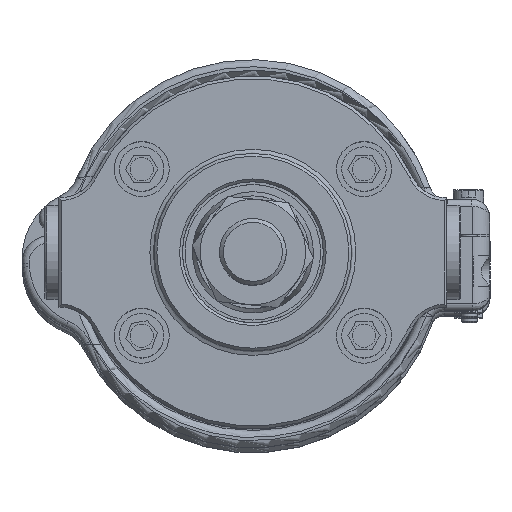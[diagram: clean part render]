
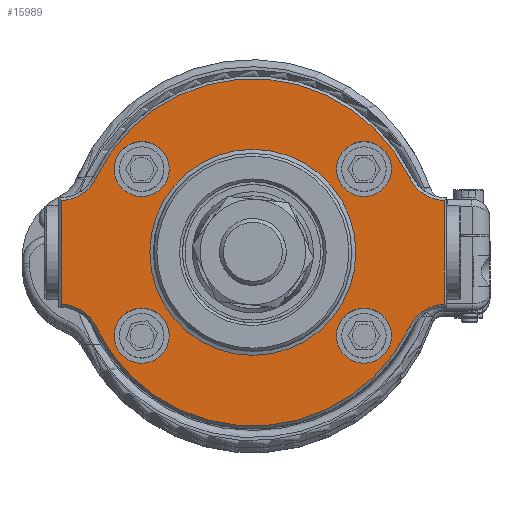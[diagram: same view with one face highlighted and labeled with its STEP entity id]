
A CAD part, top view. The second image highlights one B-rep face of the part: STEP entity #15989.
In plain terms, the highlighted planar face has unit normal (0, 0, 1).
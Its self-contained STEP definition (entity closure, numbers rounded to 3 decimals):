
#125 = VERTEX_POINT ( 'NONE', #13225 ) ;
#311 = LINE ( 'NONE', #9757, #12883 ) ;
#319 = CARTESIAN_POINT ( 'NONE',  ( 20., -15., 25.4 ) ) ;
#437 = DIRECTION ( 'NONE',  ( 1., 0., 0. ) ) ;
#721 = AXIS2_PLACEMENT_3D ( 'NONE', #10087, #15559, #16748 ) ;
#798 = CARTESIAN_POINT ( 'NONE',  ( -20., -15., 25.4 ) ) ;
#838 = ORIENTED_EDGE ( 'NONE', *, *, #3051, .T. ) ;
#1117 = VERTEX_POINT ( 'NONE', #9269 ) ;
#1188 = VERTEX_POINT ( 'NONE', #6583 ) ;
#1256 = CARTESIAN_POINT ( 'NONE',  ( -15.047, -15., 25.4 ) ) ;
#1440 = VERTEX_POINT ( 'NONE', #1256 ) ;
#1453 = DIRECTION ( 'NONE',  ( 0., 0., -1. ) ) ;
#1470 = EDGE_CURVE ( 'NONE', #2845, #1117, #12448, .T. ) ;
#1727 = LINE ( 'NONE', #11149, #11663 ) ;
#1839 = EDGE_LOOP ( 'NONE', ( #3832 ) ) ;
#2170 = CARTESIAN_POINT ( 'NONE',  ( 0., 0., 25.4 ) ) ;
#2405 = CARTESIAN_POINT ( 'NONE',  ( 18.542, 0., 25.4 ) ) ;
#2561 = EDGE_LOOP ( 'NONE', ( #4067 ) ) ;
#2637 = ORIENTED_EDGE ( 'NONE', *, *, #11636, .T. ) ;
#2708 = AXIS2_PLACEMENT_3D ( 'NONE', #319, #13584, #12360 ) ;
#2845 = VERTEX_POINT ( 'NONE', #12140 ) ;
#2871 = ORIENTED_EDGE ( 'NONE', *, *, #1470, .T. ) ;
#3051 = EDGE_CURVE ( 'NONE', #1117, #9553, #4782, .T. ) ;
#3186 = CARTESIAN_POINT ( 'NONE',  ( -28.224, 13.397, 25.4 ) ) ;
#3189 = DIRECTION ( 'NONE',  ( 0., 1., 0. ) ) ;
#3259 = DIRECTION ( 'NONE',  ( 1., 0., 0. ) ) ;
#3418 = CARTESIAN_POINT ( 'NONE',  ( 34.417, -9.338, 25.4 ) ) ;
#3832 = ORIENTED_EDGE ( 'NONE', *, *, #12924, .F. ) ;
#3964 = CARTESIAN_POINT ( 'NONE',  ( 0., 0., 25.4 ) ) ;
#4067 = ORIENTED_EDGE ( 'NONE', *, *, #11485, .F. ) ;
#4131 = PLANE ( 'NONE',  #14632 ) ;
#4335 = DIRECTION ( 'NONE',  ( 1., 0., 0. ) ) ;
#4354 = CIRCLE ( 'NONE', #2708, 4.953 ) ;
#4458 = DIRECTION ( 'NONE',  ( 1., 0., 0. ) ) ;
#4545 = CARTESIAN_POINT ( 'NONE',  ( 34.649, 16.446, 25.4 ) ) ;
#4593 = VERTEX_POINT ( 'NONE', #13786 ) ;
#4738 = VERTEX_POINT ( 'NONE', #15481 ) ;
#4776 = CIRCLE ( 'NONE', #14468, 4.953 ) ;
#4782 = CIRCLE ( 'NONE', #7815, 31.242 ) ;
#4972 = AXIS2_PLACEMENT_3D ( 'NONE', #4545, #16316, #4458 ) ;
#5081 = ORIENTED_EDGE ( 'NONE', *, *, #7090, .T. ) ;
#5095 = ORIENTED_EDGE ( 'NONE', *, *, #16347, .T. ) ;
#5240 = CARTESIAN_POINT ( 'NONE',  ( 0., 0., 25.4 ) ) ;
#5368 = FACE_OUTER_BOUND ( 'NONE', #12084, .T. ) ;
#5656 = EDGE_CURVE ( 'NONE', #13959, #2845, #1727, .T. ) ;
#6101 = EDGE_CURVE ( 'NONE', #1440, #1440, #4776, .T. ) ;
#6174 = CIRCLE ( 'NONE', #9492, 4.953 ) ;
#6522 = EDGE_CURVE ( 'NONE', #125, #125, #6174, .T. ) ;
#6583 = CARTESIAN_POINT ( 'NONE',  ( -34.417, 9.338, 25.4 ) ) ;
#6662 = FACE_BOUND ( 'NONE', #1839, .T. ) ;
#6907 = AXIS2_PLACEMENT_3D ( 'NONE', #9052, #13140, #14439 ) ;
#7039 = CARTESIAN_POINT ( 'NONE',  ( 20., 15., 25.4 ) ) ;
#7090 = EDGE_CURVE ( 'NONE', #1188, #13719, #311, .T. ) ;
#7412 = CIRCLE ( 'NONE', #12386, 31.242 ) ;
#7480 = DIRECTION ( 'NONE',  ( 0., 0., 1. ) ) ;
#7815 = AXIS2_PLACEMENT_3D ( 'NONE', #2170, #15007, #437 ) ;
#8038 = FACE_BOUND ( 'NONE', #16302, .T. ) ;
#8061 = VERTEX_POINT ( 'NONE', #10973 ) ;
#8221 = DIRECTION ( 'NONE',  ( 0., 0., -1. ) ) ;
#8281 = AXIS2_PLACEMENT_3D ( 'NONE', #9340, #1453, #17039 ) ;
#8319 = EDGE_CURVE ( 'NONE', #13413, #13959, #11512, .T. ) ;
#8401 = ORIENTED_EDGE ( 'NONE', *, *, #6522, .F. ) ;
#9047 = CARTESIAN_POINT ( 'NONE',  ( 28.224, -13.397, 25.4 ) ) ;
#9049 = AXIS2_PLACEMENT_3D ( 'NONE', #7039, #14920, #4335 ) ;
#9052 = CARTESIAN_POINT ( 'NONE',  ( 0., 0., 25.4 ) ) ;
#9073 = FACE_BOUND ( 'NONE', #2561, .T. ) ;
#9269 = CARTESIAN_POINT ( 'NONE',  ( 28.224, 13.397, 25.4 ) ) ;
#9340 = CARTESIAN_POINT ( 'NONE',  ( -34.649, 16.446, 25.4 ) ) ;
#9492 = AXIS2_PLACEMENT_3D ( 'NONE', #9706, #9608, #12298 ) ;
#9553 = VERTEX_POINT ( 'NONE', #3186 ) ;
#9608 = DIRECTION ( 'NONE',  ( 0., 0., 1. ) ) ;
#9706 = CARTESIAN_POINT ( 'NONE',  ( -20., 15., 25.4 ) ) ;
#9757 = CARTESIAN_POINT ( 'NONE',  ( -34.417, -9.843, 25.4 ) ) ;
#10087 = CARTESIAN_POINT ( 'NONE',  ( 34.649, -16.447, 25.4 ) ) ;
#10363 = FACE_BOUND ( 'NONE', #10900, .T. ) ;
#10367 = VERTEX_POINT ( 'NONE', #2405 ) ;
#10496 = DIRECTION ( 'NONE',  ( 0., 0., 1. ) ) ;
#10559 = ORIENTED_EDGE ( 'NONE', *, *, #15839, .T. ) ;
#10677 = ORIENTED_EDGE ( 'NONE', *, *, #16017, .T. ) ;
#10823 = ORIENTED_EDGE ( 'NONE', *, *, #6101, .F. ) ;
#10900 = EDGE_LOOP ( 'NONE', ( #8401 ) ) ;
#10973 = CARTESIAN_POINT ( 'NONE',  ( 24.953, -15., 25.4 ) ) ;
#11149 = CARTESIAN_POINT ( 'NONE',  ( 34.417, 9.842, 25.4 ) ) ;
#11485 = EDGE_CURVE ( 'NONE', #8061, #8061, #4354, .T. ) ;
#11512 = CIRCLE ( 'NONE', #721, 7.112 ) ;
#11525 = CIRCLE ( 'NONE', #9049, 4.953 ) ;
#11576 = CIRCLE ( 'NONE', #12145, 7.112 ) ;
#11636 = EDGE_CURVE ( 'NONE', #4738, #13413, #7412, .T. ) ;
#11663 = VECTOR ( 'NONE', #3189, 1000. ) ;
#12028 = DIRECTION ( 'NONE',  ( 0., 0., 1. ) ) ;
#12084 = EDGE_LOOP ( 'NONE', ( #16678, #15223, #2871, #838, #10677, #5081, #10559, #2637 ) ) ;
#12140 = CARTESIAN_POINT ( 'NONE',  ( 34.417, 9.338, 25.4 ) ) ;
#12145 = AXIS2_PLACEMENT_3D ( 'NONE', #12389, #8221, #16196 ) ;
#12298 = DIRECTION ( 'NONE',  ( 1., 0., 0. ) ) ;
#12360 = DIRECTION ( 'NONE',  ( 1., 0., 0. ) ) ;
#12386 = AXIS2_PLACEMENT_3D ( 'NONE', #5240, #10496, #3259 ) ;
#12389 = CARTESIAN_POINT ( 'NONE',  ( -34.649, -16.447, 25.4 ) ) ;
#12448 = CIRCLE ( 'NONE', #4972, 7.112 ) ;
#12780 = DIRECTION ( 'NONE',  ( 1., 0., 0. ) ) ;
#12883 = VECTOR ( 'NONE', #14963, 1000. ) ;
#12924 = EDGE_CURVE ( 'NONE', #4593, #4593, #11525, .T. ) ;
#13140 = DIRECTION ( 'NONE',  ( 0., 0., -1. ) ) ;
#13159 = DIRECTION ( 'NONE',  ( 1., 0., 0. ) ) ;
#13225 = CARTESIAN_POINT ( 'NONE',  ( -15.047, 15., 25.4 ) ) ;
#13333 = FACE_BOUND ( 'NONE', #16154, .T. ) ;
#13413 = VERTEX_POINT ( 'NONE', #9047 ) ;
#13584 = DIRECTION ( 'NONE',  ( 0., 0., 1. ) ) ;
#13719 = VERTEX_POINT ( 'NONE', #16998 ) ;
#13786 = CARTESIAN_POINT ( 'NONE',  ( 24.953, 15., 25.4 ) ) ;
#13959 = VERTEX_POINT ( 'NONE', #3418 ) ;
#14439 = DIRECTION ( 'NONE',  ( 1., 0., 0. ) ) ;
#14468 = AXIS2_PLACEMENT_3D ( 'NONE', #798, #7480, #12780 ) ;
#14632 = AXIS2_PLACEMENT_3D ( 'NONE', #3964, #12028, #13159 ) ;
#14920 = DIRECTION ( 'NONE',  ( 0., 0., 1. ) ) ;
#14963 = DIRECTION ( 'NONE',  ( 0., -1., 0. ) ) ;
#15007 = DIRECTION ( 'NONE',  ( 0., 0., 1. ) ) ;
#15223 = ORIENTED_EDGE ( 'NONE', *, *, #5656, .T. ) ;
#15481 = CARTESIAN_POINT ( 'NONE',  ( -28.224, -13.397, 25.4 ) ) ;
#15559 = DIRECTION ( 'NONE',  ( 0., 0., -1. ) ) ;
#15768 = CIRCLE ( 'NONE', #8281, 7.112 ) ;
#15839 = EDGE_CURVE ( 'NONE', #13719, #4738, #11576, .T. ) ;
#15989 = ADVANCED_FACE ( 'NONE', ( #5368, #8038, #6662, #10363, #13333, #9073 ), #4131, .T. ) ;
#16017 = EDGE_CURVE ( 'NONE', #9553, #1188, #15768, .T. ) ;
#16154 = EDGE_LOOP ( 'NONE', ( #10823 ) ) ;
#16196 = DIRECTION ( 'NONE',  ( 1., 0., 0. ) ) ;
#16302 = EDGE_LOOP ( 'NONE', ( #5095 ) ) ;
#16309 = CIRCLE ( 'NONE', #6907, 18.542 ) ;
#16316 = DIRECTION ( 'NONE',  ( 0., 0., -1. ) ) ;
#16347 = EDGE_CURVE ( 'NONE', #10367, #10367, #16309, .T. ) ;
#16678 = ORIENTED_EDGE ( 'NONE', *, *, #8319, .T. ) ;
#16748 = DIRECTION ( 'NONE',  ( 1., 0., 0. ) ) ;
#16998 = CARTESIAN_POINT ( 'NONE',  ( -34.417, -9.338, 25.4 ) ) ;
#17039 = DIRECTION ( 'NONE',  ( 1., 0., 0. ) ) ;
